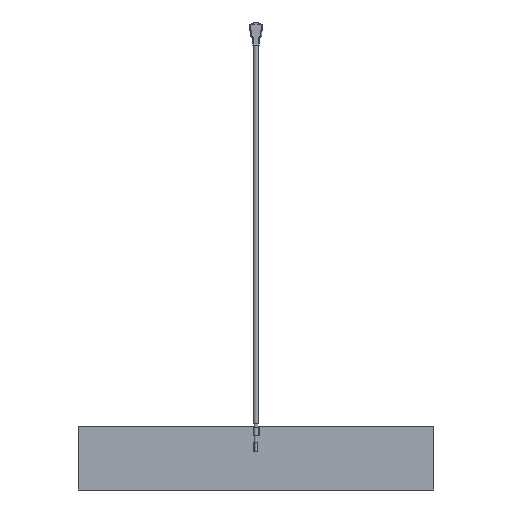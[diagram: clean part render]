
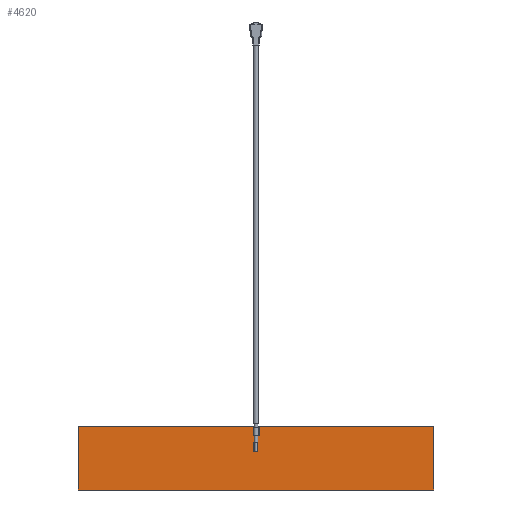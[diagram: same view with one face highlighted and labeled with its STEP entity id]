
A CAD part, front view. The second image highlights one B-rep face of the part: STEP entity #4620.
In plain terms, the highlighted planar face has unit normal (0, -1, 0).
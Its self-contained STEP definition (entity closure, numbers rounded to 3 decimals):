
#1364=DIRECTION('',(1.,0.,0.));
#1365=VECTOR('',#1364,1.3);
#1366=CARTESIAN_POINT('',(-0.5,1.077,-94.5));
#1367=LINE('',#1366,#1365);
#1380=DIRECTION('',(0.,0.,-1.));
#1381=VECTOR('',#1380,2.);
#1382=CARTESIAN_POINT('',(-0.5,1.077,-94.5));
#1383=LINE('',#1382,#1381);
#1384=DIRECTION('',(-1.,0.,0.));
#1385=VECTOR('',#1384,84.);
#1386=CARTESIAN_POINT('',(42.,1.077,-109.3));
#1387=LINE('',#1386,#1385);
#1388=DIRECTION('',(0.,0.,1.));
#1389=VECTOR('',#1388,15.);
#1390=CARTESIAN_POINT('',(-42.,1.077,-109.3));
#1391=LINE('',#1390,#1389);
#1392=DIRECTION('',(1.,0.,0.));
#1393=VECTOR('',#1392,84.);
#1394=CARTESIAN_POINT('',(-42.,1.077,-94.3));
#1395=LINE('',#1394,#1393);
#1396=DIRECTION('',(0.,0.,-1.));
#1397=VECTOR('',#1396,15.);
#1398=CARTESIAN_POINT('',(42.,1.077,-94.3));
#1399=LINE('',#1398,#1397);
#1400=DIRECTION('',(0.,0.,1.));
#1401=VECTOR('',#1400,2.2);
#1402=CARTESIAN_POINT('',(0.25,1.077,-100.2));
#1403=LINE('',#1402,#1401);
#1404=DIRECTION('',(-1.,0.,0.));
#1405=VECTOR('',#1404,0.95);
#1406=CARTESIAN_POINT('',(0.25,1.077,-98.));
#1407=LINE('',#1406,#1405);
#1408=DIRECTION('',(0.,0.,-1.));
#1409=VECTOR('',#1408,2.2);
#1410=CARTESIAN_POINT('',(-0.7,1.077,-98.));
#1411=LINE('',#1410,#1409);
#1412=DIRECTION('',(1.,0.,0.));
#1413=VECTOR('',#1412,0.95);
#1414=CARTESIAN_POINT('',(-0.7,1.077,-100.2));
#1415=LINE('',#1414,#1413);
#1464=DIRECTION('',(1.,0.,0.));
#1465=VECTOR('',#1464,1.3);
#1466=CARTESIAN_POINT('',(-0.5,1.077,-96.5));
#1467=LINE('',#1466,#1465);
#1546=DIRECTION('',(0.,0.,-1.));
#1547=VECTOR('',#1546,2.);
#1548=CARTESIAN_POINT('',(0.8,1.077,-94.5));
#1549=LINE('',#1548,#1547);
#2735=CARTESIAN_POINT('',(42.,1.077,-109.3));
#2736=CARTESIAN_POINT('',(-42.,1.077,-109.3));
#2737=VERTEX_POINT('',#2735);
#2738=VERTEX_POINT('',#2736);
#2739=CARTESIAN_POINT('',(42.,1.077,-94.3));
#2740=VERTEX_POINT('',#2739);
#2741=CARTESIAN_POINT('',(-42.,1.077,-94.3));
#2742=VERTEX_POINT('',#2741);
#2759=CARTESIAN_POINT('',(-0.5,1.077,-94.5));
#2760=CARTESIAN_POINT('',(-0.5,1.077,-96.5));
#2761=VERTEX_POINT('',#2759);
#2762=VERTEX_POINT('',#2760);
#2763=CARTESIAN_POINT('',(0.8,1.077,-94.5));
#2764=CARTESIAN_POINT('',(0.8,1.077,-96.5));
#2765=VERTEX_POINT('',#2763);
#2766=VERTEX_POINT('',#2764);
#2779=CARTESIAN_POINT('',(0.25,1.077,-100.2));
#2780=CARTESIAN_POINT('',(0.25,1.077,-98.));
#2781=VERTEX_POINT('',#2779);
#2782=VERTEX_POINT('',#2780);
#2783=CARTESIAN_POINT('',(-0.7,1.077,-100.2));
#2784=VERTEX_POINT('',#2783);
#2785=CARTESIAN_POINT('',(-0.7,1.077,-98.));
#2786=VERTEX_POINT('',#2785);
#4587=CARTESIAN_POINT('',(0.,1.077,0.));
#4588=DIRECTION('',(0.,-1.,0.));
#4589=DIRECTION('',(0.,0.,1.));
#4590=AXIS2_PLACEMENT_3D('',#4587,#4588,#4589);
#4591=PLANE('',#4590);
#4593=ORIENTED_EDGE('',*,*,#4592,.T.);
#4595=ORIENTED_EDGE('',*,*,#4594,.T.);
#4597=ORIENTED_EDGE('',*,*,#4596,.T.);
#4599=ORIENTED_EDGE('',*,*,#4598,.T.);
#4600=EDGE_LOOP('',(#4593,#4595,#4597,#4599));
#4601=FACE_OUTER_BOUND('',#4600,.F.);
#4602=ORIENTED_EDGE('',*,*,#4577,.T.);
#4604=ORIENTED_EDGE('',*,*,#4603,.T.);
#4606=ORIENTED_EDGE('',*,*,#4605,.F.);
#4607=ORIENTED_EDGE('',*,*,#4555,.F.);
#4608=EDGE_LOOP('',(#4602,#4604,#4606,#4607));
#4609=FACE_BOUND('',#4608,.F.);
#4611=ORIENTED_EDGE('',*,*,#4610,.T.);
#4613=ORIENTED_EDGE('',*,*,#4612,.T.);
#4615=ORIENTED_EDGE('',*,*,#4614,.T.);
#4617=ORIENTED_EDGE('',*,*,#4616,.T.);
#4618=EDGE_LOOP('',(#4611,#4613,#4615,#4617));
#4619=FACE_BOUND('',#4618,.F.);
#4620=ADVANCED_FACE('',(#4601,#4609,#4619),#4591,.T.);
#4555=EDGE_CURVE('',#2761,#2765,#1367,.T.);
#4577=EDGE_CURVE('',#2761,#2762,#1383,.T.);
#4592=EDGE_CURVE('',#2737,#2738,#1387,.T.);
#4594=EDGE_CURVE('',#2738,#2742,#1391,.T.);
#4596=EDGE_CURVE('',#2742,#2740,#1395,.T.);
#4598=EDGE_CURVE('',#2740,#2737,#1399,.T.);
#4603=EDGE_CURVE('',#2762,#2766,#1467,.T.);
#4605=EDGE_CURVE('',#2765,#2766,#1549,.T.);
#4610=EDGE_CURVE('',#2781,#2782,#1403,.T.);
#4612=EDGE_CURVE('',#2782,#2786,#1407,.T.);
#4614=EDGE_CURVE('',#2786,#2784,#1411,.T.);
#4616=EDGE_CURVE('',#2784,#2781,#1415,.T.);
